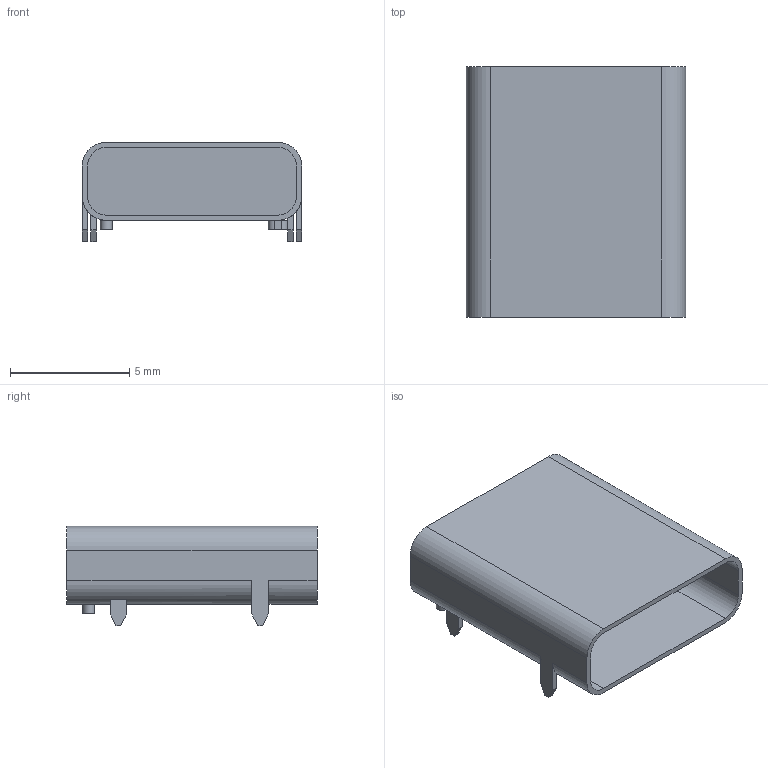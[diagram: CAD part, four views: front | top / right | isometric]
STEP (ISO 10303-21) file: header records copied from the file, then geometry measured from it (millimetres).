
FILE_DESCRIPTION( ( '' ), ' ' );
FILE_NAME( '5a8f6daf4a3f2f0f30eae078.step', '2018-02-23T01:26:08', ( '' ), ( '' ), ' ', ' ', ' ' );
FILE_SCHEMA( ( 'AUTOMOTIVE_DESIGN { 1 0 10303 214 1 1 1 1 }' ) );
Length unit declared in the file: metre
Products named in the file (1): Open CASCADE STEP translator 6.8 18
Bounding box: 9.2 x 10.5 x 4.18 mm (x, y, z)
Volume: 57.9 mm3; surface area: 538.2 mm2
Topology: 1 solids, 1 shells, 164 faces, 436 edges, 289 vertices
Faces by surface type: plane 153, cylinder 11
Full cylindrical faces by diameter (mm): 0.5 x1
Entity records: 8509 total; most frequent: CARTESIAN_POINT 889, ORIENTED_EDGE 870, DIRECTION 796, STYLED_ITEM 599, PRESENTATION_STYLE_ASSIGNMENT 599, COLOUR_RGB 599, EDGE_CURVE 435, CURVE_STYLE 435
